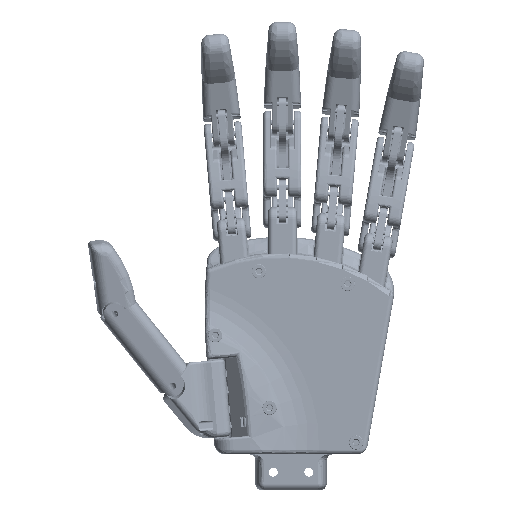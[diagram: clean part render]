
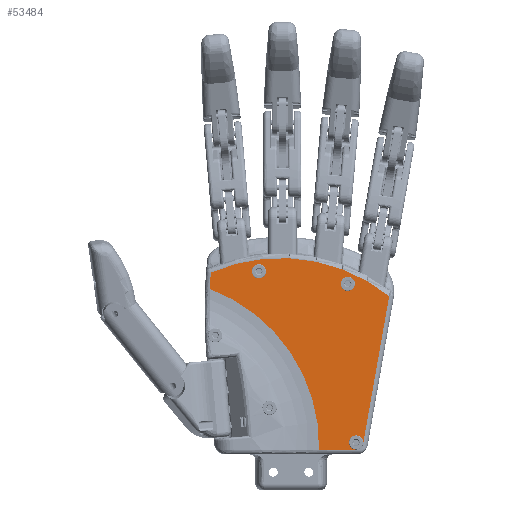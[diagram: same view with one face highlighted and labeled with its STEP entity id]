
A CAD part, front view. The second image highlights one B-rep face of the part: STEP entity #53484.
In plain terms, the highlighted planar face has unit normal (0, -1, 0).
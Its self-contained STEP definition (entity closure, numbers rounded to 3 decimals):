
#5744=FACE_BOUND('',#16478,.T.);
#5745=FACE_BOUND('',#16479,.T.);
#6975=LINE('',#174523,#9954);
#6976=LINE('',#174597,#9955);
#9954=VECTOR('',#65669,10.);
#9955=VECTOR('',#65678,10.);
#12111=PLANE('',#57641);
#13472=FACE_OUTER_BOUND('',#16477,.T.);
#16477=EDGE_LOOP('',(#41227,#41228,#41229,#41230,#41231,#41232,#41233));
#16478=EDGE_LOOP('',(#41234));
#16479=EDGE_LOOP('',(#41235));
#19355=CIRCLE('',#57586,3.);
#19357=CIRCLE('',#57589,3.);
#19359=CIRCLE('',#57592,3.);
#19360=CIRCLE('',#57593,3.);
#19385=CIRCLE('',#57640,70.616);
#19386=CIRCLE('',#57642,216.);
#19387=CIRCLE('',#57643,73.356);
#23219=VERTEX_POINT('',#174119);
#23227=VERTEX_POINT('',#174207);
#23228=VERTEX_POINT('',#174250);
#23229=VERTEX_POINT('',#174251);
#23231=VERTEX_POINT('',#174257);
#23233=VERTEX_POINT('',#174263);
#23235=VERTEX_POINT('',#174269);
#23275=VERTEX_POINT('',#175089);
#23276=VERTEX_POINT('',#175097);
#29751=EDGE_CURVE('',#23231,#23231,#19355,.T.);
#29754=EDGE_CURVE('',#23233,#23233,#19357,.T.);
#29757=EDGE_CURVE('',#23229,#23235,#19359,.T.);
#29758=EDGE_CURVE('',#23235,#23228,#19360,.T.);
#29789=EDGE_CURVE('',#23227,#23228,#6975,.T.);
#29794=EDGE_CURVE('',#23229,#23219,#6976,.T.);
#29833=EDGE_CURVE('',#23275,#23219,#19385,.T.);
#29834=EDGE_CURVE('',#23275,#23276,#19386,.T.);
#29835=EDGE_CURVE('',#23276,#23227,#19387,.T.);
#41227=ORIENTED_EDGE('',*,*,#29834,.F.);
#41228=ORIENTED_EDGE('',*,*,#29833,.T.);
#41229=ORIENTED_EDGE('',*,*,#29794,.F.);
#41230=ORIENTED_EDGE('',*,*,#29757,.T.);
#41231=ORIENTED_EDGE('',*,*,#29758,.T.);
#41232=ORIENTED_EDGE('',*,*,#29789,.F.);
#41233=ORIENTED_EDGE('',*,*,#29835,.F.);
#41234=ORIENTED_EDGE('',*,*,#29751,.T.);
#41235=ORIENTED_EDGE('',*,*,#29754,.T.);
#53484=ADVANCED_FACE('',(#13472,#5744,#5745),#12111,.F.);
#57586=AXIS2_PLACEMENT_3D('',#174258,#65599,#65600);
#57589=AXIS2_PLACEMENT_3D('',#174264,#65606,#65607);
#57592=AXIS2_PLACEMENT_3D('',#174270,#65613,#65614);
#57593=AXIS2_PLACEMENT_3D('',#174271,#65615,#65616);
#57640=AXIS2_PLACEMENT_3D('',#175095,#65730,#65731);
#57641=AXIS2_PLACEMENT_3D('',#175096,#65732,#65733);
#57642=AXIS2_PLACEMENT_3D('',#175098,#65734,#65735);
#57643=AXIS2_PLACEMENT_3D('',#175099,#65736,#65737);
#65599=DIRECTION('center_axis',(0.,1.,0.));
#65600=DIRECTION('ref_axis',(1.,0.,0.));
#65606=DIRECTION('center_axis',(0.,1.,0.));
#65607=DIRECTION('ref_axis',(1.,0.,0.));
#65613=DIRECTION('center_axis',(0.,1.,0.));
#65614=DIRECTION('ref_axis',(1.,0.,0.));
#65615=DIRECTION('center_axis',(0.,1.,0.));
#65616=DIRECTION('ref_axis',(1.,0.,0.));
#65669=DIRECTION('',(-0.174,0.,-0.985));
#65678=DIRECTION('',(-1.,0.,0.));
#65730=DIRECTION('center_axis',(0.,1.,0.));
#65731=DIRECTION('ref_axis',(0.,0.,
1.));
#65732=DIRECTION('center_axis',(0.,1.,0.));
#65733=DIRECTION('ref_axis',(0.174,0.,0.985));
#65734=DIRECTION('center_axis',(0.,1.,0.));
#65735=DIRECTION('ref_axis',(-0.998,0.,0.06));
#65736=DIRECTION('center_axis',(0.,1.,0.));
#65737=DIRECTION('ref_axis',(0.13,0.,0.991));
#174119=CARTESIAN_POINT('',(53.099,3.,-9.));
#174207=CARTESIAN_POINT('',(82.645,3.,55.675));
#174250=CARTESIAN_POINT('',(71.679,3.,-6.521));
#174251=CARTESIAN_POINT('',(68.724,3.,-9.));
#174257=CARTESIAN_POINT('',(24.771,3.,66.113));
#174258=CARTESIAN_POINT('Origin',(27.771,3.,66.113));
#174263=CARTESIAN_POINT('',(62.222,3.,60.826));
#174264=CARTESIAN_POINT('Origin',(65.222,3.,60.826));
#174269=CARTESIAN_POINT('',(65.724,3.,-6.));
#174270=CARTESIAN_POINT('Origin',(68.724,3.,-6.));
#174271=CARTESIAN_POINT('Origin',(68.724,3.,-6.));
#174523=CARTESIAN_POINT('',(77.961,3.,29.107));
#174597=CARTESIAN_POINT('',(48.176,3.,-9.));
#175089=CARTESIAN_POINT('',(7.093,3.,58.693));
#175095=CARTESIAN_POINT('Origin',(-17.501,3.,-7.501));
#175096=CARTESIAN_POINT('Origin',(82.479,3.,69.307));
#175097=CARTESIAN_POINT('',(7.511,3.,65.559));
#175098=CARTESIAN_POINT('Origin',(222.875,3.,49.001));
#175099=CARTESIAN_POINT('Origin',(36.886,3.,-1.659));
